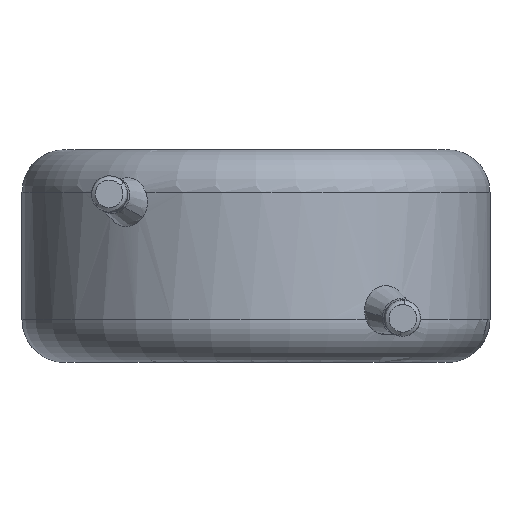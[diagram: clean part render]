
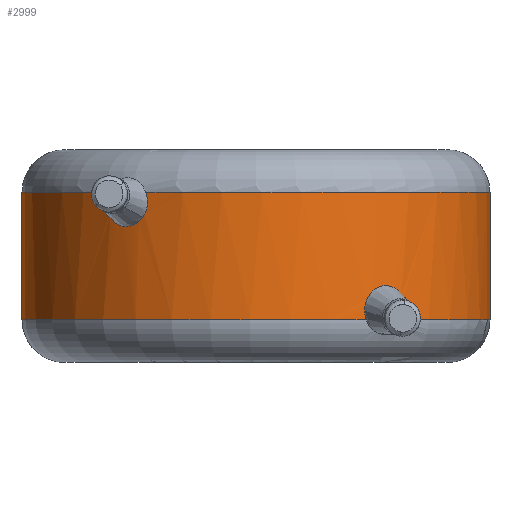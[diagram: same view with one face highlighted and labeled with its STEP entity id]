
A CAD part, front view. The second image highlights one B-rep face of the part: STEP entity #2999.
In plain terms, the highlighted cylindrical face has radius 5.5 mm (diameter 11 mm), a partial arc.
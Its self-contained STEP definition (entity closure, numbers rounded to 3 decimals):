
#128 = CARTESIAN_POINT ( 'NONE',  ( -2.591, -4.851, 4. ) ) ;
#135 = FACE_OUTER_BOUND ( 'NONE', #1250, .T. ) ;
#161 = ORIENTED_EDGE ( 'NONE', *, *, #4174, .T. ) ;
#170 = CARTESIAN_POINT ( 'NONE',  ( 3.509, -4.235, 1.237 ) ) ;
#208 = AXIS2_PLACEMENT_3D ( 'NONE', #1847, #1861, #1802 ) ;
#233 = EDGE_CURVE ( 'NONE', #705, #2941, #1958, .T. ) ;
#281 = EDGE_CURVE ( 'NONE', #898, #2792, #443, .T. ) ;
#297 = CARTESIAN_POINT ( 'NONE',  ( -3.464, -4.272, 3.46 ) ) ;
#331 = VERTEX_POINT ( 'NONE', #2137 ) ;
#350 = CYLINDRICAL_SURFACE ( 'NONE', #3232, 5.5 ) ;
#403 = EDGE_CURVE ( 'NONE', #331, #3788, #2404, .T. ) ;
#442 = VERTEX_POINT ( 'NONE', #1017 ) ;
#443 = B_SPLINE_CURVE_WITH_KNOTS ( 'NONE', 3,
 ( #170, #4087, #768, #4100 ),
 .UNSPECIFIED., .F., .F.,
 ( 4, 4 ),
 ( 0.002, 0.002 ),
 .UNSPECIFIED. ) ;
#533 = CARTESIAN_POINT ( 'NONE',  ( 0., 0., 4. ) ) ;
#653 = CARTESIAN_POINT ( 'NONE',  ( 0., 0., 1. ) ) ;
#705 = VERTEX_POINT ( 'NONE', #2788 ) ;
#768 = CARTESIAN_POINT ( 'NONE',  ( 3.491, -4.25, 1.074 ) ) ;
#840 = ORIENTED_EDGE ( 'NONE', *, *, #403, .T. ) ;
#865 = CARTESIAN_POINT ( 'NONE',  ( 2.6, -4.848, 1.513 ) ) ;
#869 = DIRECTION ( 'NONE',  ( -1., 0., 0. ) ) ;
#876 = DIRECTION ( 'NONE',  ( 1., 0., 0. ) ) ;
#878 = CARTESIAN_POINT ( 'NONE',  ( 2.912, -4.668, 1.801 ) ) ;
#898 = VERTEX_POINT ( 'NONE', #977 ) ;
#977 = CARTESIAN_POINT ( 'NONE',  ( 3.509, -4.235, 1.237 ) ) ;
#1017 = CARTESIAN_POINT ( 'NONE',  ( 2.551, -4.872, 1.206 ) ) ;
#1178 = CARTESIAN_POINT ( 'NONE',  ( -3.081, -4.558, 3.178 ) ) ;
#1210 = CARTESIAN_POINT ( 'NONE',  ( -3.392, -4.331, 3.343 ) ) ;
#1215 = CARTESIAN_POINT ( 'NONE',  ( 2.547, -4.875, 1.359 ) ) ;
#1250 = EDGE_LOOP ( 'NONE', ( #2129, #1863, #1298, #1894, #840, #3241, #2206, #2344, #3799, #3332, #161 ) ) ;
#1278 = CARTESIAN_POINT ( 'NONE',  ( -2.665, -4.811, 3.412 ) ) ;
#1292 = CARTESIAN_POINT ( 'NONE',  ( -5.5, 0., 4. ) ) ;
#1298 = ORIENTED_EDGE ( 'NONE', *, *, #233, .F. ) ;
#1324 = CARTESIAN_POINT ( 'NONE',  ( -3.511, -4.234, 3.874 ) ) ;
#1446 = CARTESIAN_POINT ( 'NONE',  ( -3.201, -4.474, 3.203 ) ) ;
#1455 = EDGE_CURVE ( 'NONE', #3026, #2941, #3610, .T. ) ;
#1477 = EDGE_CURVE ( 'NONE', #3788, #2952, #1643, .T. ) ;
#1482 = CARTESIAN_POINT ( 'NONE',  ( -5.5, 0., 5. ) ) ;
#1489 = CIRCLE ( 'NONE', #3470, 5.5 ) ;
#1532 = CARTESIAN_POINT ( 'NONE',  ( 3.167, -4.5, 1.812 ) ) ;
#1552 = CARTESIAN_POINT ( 'NONE',  ( 5.5, 0., 4. ) ) ;
#1612 = VERTEX_POINT ( 'NONE', #2249 ) ;
#1643 = LINE ( 'NONE', #1482, #3443 ) ;
#1760 = CARTESIAN_POINT ( 'NONE',  ( -2.569, -4.863, 3.592 ) ) ;
#1769 = AXIS2_PLACEMENT_3D ( 'NONE', #3093, #1848, #2838 ) ;
#1802 = DIRECTION ( 'NONE',  ( 1., 0., 0. ) ) ;
#1807 = CARTESIAN_POINT ( 'NONE',  ( 2.783, -4.745, 1.733 ) ) ;
#1828 = CARTESIAN_POINT ( 'NONE',  ( 0., 0., 5. ) ) ;
#1847 = CARTESIAN_POINT ( 'NONE',  ( 0., 0., 1. ) ) ;
#1848 = DIRECTION ( 'NONE',  ( 0., 0., -1. ) ) ;
#1861 = DIRECTION ( 'NONE',  ( 0., 0., 1. ) ) ;
#1863 = ORIENTED_EDGE ( 'NONE', *, *, #1455, .T. ) ;
#1894 = ORIENTED_EDGE ( 'NONE', *, *, #3666, .F. ) ;
#1919 = CARTESIAN_POINT ( 'NONE',  ( -3.523, -4.224, 3.728 ) ) ;
#1925 = EDGE_CURVE ( 'NONE', #442, #898, #3914, .T. ) ;
#1958 = B_SPLINE_CURVE_WITH_KNOTS ( 'NONE', 3,
 ( #3056, #2082, #1760, #3780, #3035, #128 ),
 .UNSPECIFIED., .F., .F.,
 ( 4, 2, 4 ),
 ( 0.002, 0.002, 0.002 ),
 .UNSPECIFIED. ) ;
#1959 = DIRECTION ( 'NONE',  ( 0., 0., 1. ) ) ;
#2082 = CARTESIAN_POINT ( 'NONE',  ( -2.608, -4.843, 3.493 ) ) ;
#2092 = CARTESIAN_POINT ( 'NONE',  ( 3.509, -4.235, 1.237 ) ) ;
#2129 = ORIENTED_EDGE ( 'NONE', *, *, #2728, .F. ) ;
#2137 = CARTESIAN_POINT ( 'NONE',  ( -3.463, -4.273, 4. ) ) ;
#2185 = VERTEX_POINT ( 'NONE', #3585 ) ;
#2206 = ORIENTED_EDGE ( 'NONE', *, *, #3815, .T. ) ;
#2249 = CARTESIAN_POINT ( 'NONE',  ( 5.5, 0., 1. ) ) ;
#2344 = ORIENTED_EDGE ( 'NONE', *, *, #2962, .T. ) ;
#2370 = CARTESIAN_POINT ( 'NONE',  ( 3.463, -4.273, 1. ) ) ;
#2382 = CARTESIAN_POINT ( 'NONE',  ( -2.741, -4.769, 3.304 ) ) ;
#2398 = CARTESIAN_POINT ( 'NONE',  ( 2.553, -4.871, 1.135 ) ) ;
#2404 = CIRCLE ( 'NONE', #2947, 5.5 ) ;
#2498 = DIRECTION ( 'NONE',  ( 0., 0., -1. ) ) ;
#2508 = CARTESIAN_POINT ( 'NONE',  ( 2.551, -4.872, 1.206 ) ) ;
#2542 = VECTOR ( 'NONE', #2622, 1000. ) ;
#2576 = CIRCLE ( 'NONE', #208, 5.5 ) ;
#2622 = DIRECTION ( 'NONE',  ( 0., 0., -1. ) ) ;
#2649 = B_SPLINE_CURVE_WITH_KNOTS ( 'NONE', 3,
 ( #2957, #1324, #1919, #297, #1210, #1446, #1178, #2710, #2382, #1278 ),
 .UNSPECIFIED., .F., .F.,
 ( 4, 2, 2, 2, 4 ),
 ( 0., 0., 0.001, 0.001, 0.002 ),
 .UNSPECIFIED. ) ;
#2710 = CARTESIAN_POINT ( 'NONE',  ( -2.852, -4.705, 3.228 ) ) ;
#2728 = EDGE_CURVE ( 'NONE', #3026, #1612, #2841, .T. ) ;
#2754 = CARTESIAN_POINT ( 'NONE',  ( 2.567, -4.864, 1.066 ) ) ;
#2788 = CARTESIAN_POINT ( 'NONE',  ( -2.665, -4.811, 3.412 ) ) ;
#2792 = VERTEX_POINT ( 'NONE', #2370 ) ;
#2824 = DIRECTION ( 'NONE',  ( 0., 0., -1. ) ) ;
#2838 = DIRECTION ( 'NONE',  ( 1., 0., 0. ) ) ;
#2841 = LINE ( 'NONE', #2993, #2542 ) ;
#2881 = CARTESIAN_POINT ( 'NONE',  ( -2.591, -4.851, 4. ) ) ;
#2939 = DIRECTION ( 'NONE',  ( 1., 0., 0. ) ) ;
#2941 = VERTEX_POINT ( 'NONE', #2881 ) ;
#2947 = AXIS2_PLACEMENT_3D ( 'NONE', #533, #2824, #876 ) ;
#2952 = VERTEX_POINT ( 'NONE', #3206 ) ;
#2957 = CARTESIAN_POINT ( 'NONE',  ( -3.463, -4.273, 4. ) ) ;
#2962 = EDGE_CURVE ( 'NONE', #2185, #442, #3269, .T. ) ;
#2993 = CARTESIAN_POINT ( 'NONE',  ( 5.5, 0., 5. ) ) ;
#2999 = ADVANCED_FACE ( 'NONE', ( #135 ), #350, .T. ) ;
#3026 = VERTEX_POINT ( 'NONE', #1552 ) ;
#3035 = CARTESIAN_POINT ( 'NONE',  ( -2.555, -4.871, 3.903 ) ) ;
#3056 = CARTESIAN_POINT ( 'NONE',  ( -2.665, -4.811, 3.412 ) ) ;
#3093 = CARTESIAN_POINT ( 'NONE',  ( 0., 0., 4. ) ) ;
#3131 = CARTESIAN_POINT ( 'NONE',  ( 3.513, -4.232, 1.389 ) ) ;
#3206 = CARTESIAN_POINT ( 'NONE',  ( -5.5, 0., 1. ) ) ;
#3232 = AXIS2_PLACEMENT_3D ( 'NONE', #1828, #2498, #869 ) ;
#3237 = CARTESIAN_POINT ( 'NONE',  ( 3.466, -4.272, 1.543 ) ) ;
#3241 = ORIENTED_EDGE ( 'NONE', *, *, #1477, .T. ) ;
#3269 = B_SPLINE_CURVE_WITH_KNOTS ( 'NONE', 3,
 ( #4079, #2754, #2398, #3386 ),
 .UNSPECIFIED., .F., .F.,
 ( 4, 4 ),
 ( 0., 0. ),
 .UNSPECIFIED. ) ;
#3332 = ORIENTED_EDGE ( 'NONE', *, *, #281, .T. ) ;
#3386 = CARTESIAN_POINT ( 'NONE',  ( 2.551, -4.872, 1.206 ) ) ;
#3443 = VECTOR ( 'NONE', #4152, 1000. ) ;
#3470 = AXIS2_PLACEMENT_3D ( 'NONE', #653, #1959, #2939 ) ;
#3585 = CARTESIAN_POINT ( 'NONE',  ( 2.591, -4.851, 1. ) ) ;
#3610 = CIRCLE ( 'NONE', #1769, 5.5 ) ;
#3666 = EDGE_CURVE ( 'NONE', #331, #705, #2649, .T. ) ;
#3780 = CARTESIAN_POINT ( 'NONE',  ( -2.543, -4.877, 3.797 ) ) ;
#3788 = VERTEX_POINT ( 'NONE', #1292 ) ;
#3799 = ORIENTED_EDGE ( 'NONE', *, *, #1925, .T. ) ;
#3815 = EDGE_CURVE ( 'NONE', #2952, #2185, #1489, .T. ) ;
#3861 = CARTESIAN_POINT ( 'NONE',  ( 3.291, -4.408, 1.755 ) ) ;
#3914 = B_SPLINE_CURVE_WITH_KNOTS ( 'NONE', 3,
 ( #2508, #1215, #865, #1807, #878, #1532, #3861, #3237, #3131, #2092 ),
 .UNSPECIFIED., .F., .F.,
 ( 4, 2, 2, 2, 4 ),
 ( 0., 0.001, 0.001, 0.002, 0.002 ),
 .UNSPECIFIED. ) ;
#4079 = CARTESIAN_POINT ( 'NONE',  ( 2.591, -4.851, 1. ) ) ;
#4087 = CARTESIAN_POINT ( 'NONE',  ( 3.507, -4.237, 1.155 ) ) ;
#4100 = CARTESIAN_POINT ( 'NONE',  ( 3.463, -4.273, 1. ) ) ;
#4152 = DIRECTION ( 'NONE',  ( 0., 0., -1. ) ) ;
#4174 = EDGE_CURVE ( 'NONE', #2792, #1612, #2576, .T. ) ;
